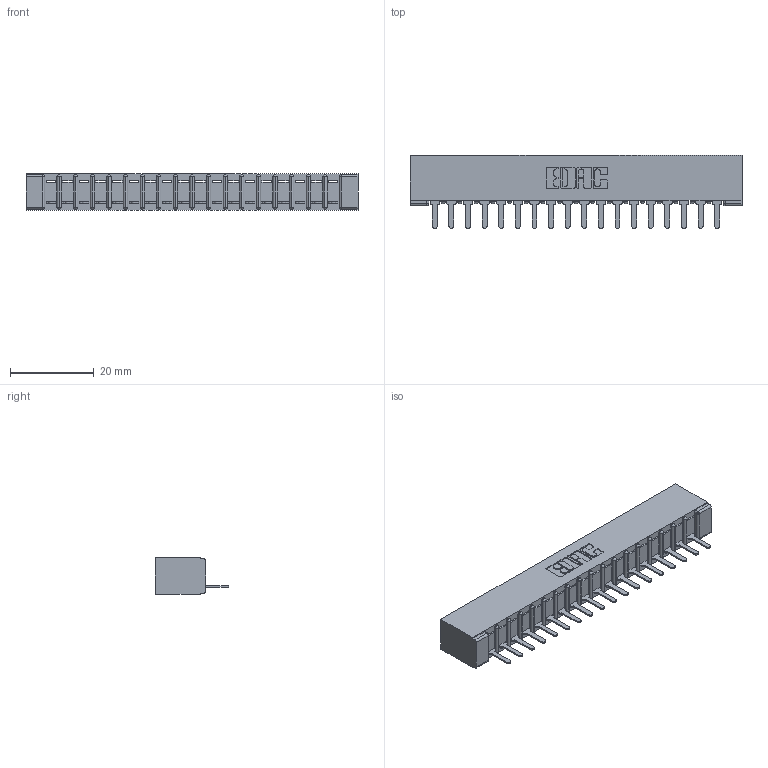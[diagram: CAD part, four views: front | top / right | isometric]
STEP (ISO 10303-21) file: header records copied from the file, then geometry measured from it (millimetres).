
FILE_DESCRIPTION (( 'STEP AP203' ), '1' );
FILE_NAME ('357-018-525-101.STEP', '2019-09-13T22:05:15', ( '' ), ( '' ), 'SwSTEP 2.0', 'SolidWorks 2016', '' );
FILE_SCHEMA (( 'CONFIG_CONTROL_DESIGN' ));
Length unit declared in the file: inch
Products named in the file (3): 307-290-001_525; 357-018-525-101; 307 Part_No Mounting Lugs
Assembly tree (19 placements, depth 2):
  357-018-525-101
    307 Part_No Mounting Lugs
    307-290-001_525  x18
Bounding box: 79.2 x 17.42 x 8.71 mm (x, y, z)
Volume: 5194.9 mm3; surface area: 8116 mm2
Topology: 19 solids, 19 shells, 1137 faces, 3215 edges, 2066 vertices
Faces by surface type: plane 732, cylinder 367, sphere 38
Entity records: 18080 total; most frequent: CARTESIAN_POINT 3036, ORIENTED_EDGE 3022, DIRECTION 2965, EDGE_CURVE 1511, VECTOR 1151, LINE 1151, VERTEX_POINT 978, AXIS2_PLACEMENT_3D 907
